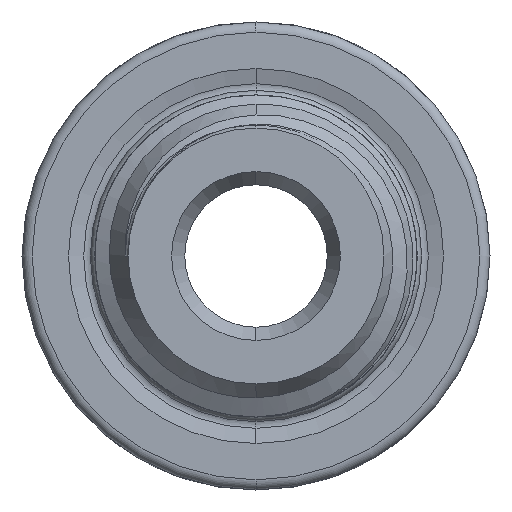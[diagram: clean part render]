
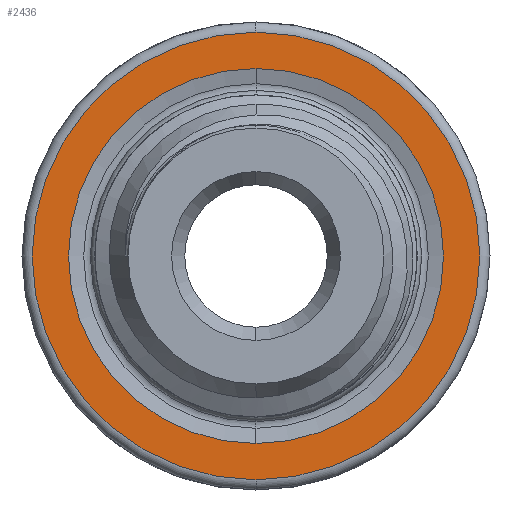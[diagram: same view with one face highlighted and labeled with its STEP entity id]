
A CAD part, left-side view. The second image highlights one B-rep face of the part: STEP entity #2436.
In plain terms, the highlighted planar face has unit normal (-1, 0, 0).
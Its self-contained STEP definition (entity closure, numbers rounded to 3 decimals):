
#265 = CARTESIAN_POINT ( 'NONE',  ( 28., 0., 11. ) ) ;
#338 = CARTESIAN_POINT ( 'NONE',  ( 28., 0., 0. ) ) ;
#452 = CIRCLE ( 'NONE', #5168, 11. ) ;
#884 = EDGE_CURVE ( 'NONE', #2235, #2125, #452, .T. ) ;
#1221 = CARTESIAN_POINT ( 'NONE',  ( 28., 0., 0. ) ) ;
#1233 = DIRECTION ( 'NONE',  ( 1., 0., 0. ) ) ;
#1324 = DIRECTION ( 'NONE',  ( 0., 0., 1. ) ) ;
#1401 = ORIENTED_EDGE ( 'NONE', *, *, #5964, .F. ) ;
#2087 = CIRCLE ( 'NONE', #4509, 9.216 ) ;
#2125 = VERTEX_POINT ( 'NONE', #265 ) ;
#2235 = VERTEX_POINT ( 'NONE', #4778 ) ;
#2318 = ORIENTED_EDGE ( 'NONE', *, *, #884, .T. ) ;
#2436 = ADVANCED_FACE ( 'NONE', ( #5930, #2681 ), #2583, .F. ) ;
#2477 = VERTEX_POINT ( 'NONE', #4510 ) ;
#2583 = PLANE ( 'NONE',  #4126 ) ;
#2681 = FACE_BOUND ( 'NONE', #4131, .T. ) ;
#3243 = EDGE_CURVE ( 'NONE', #4775, #2477, #2087, .T. ) ;
#3329 = DIRECTION ( 'NONE',  ( -1., 0., 0. ) ) ;
#3516 = CIRCLE ( 'NONE', #4940, 11. ) ;
#3555 = DIRECTION ( 'NONE',  ( 0., 0., 1. ) ) ;
#3645 = EDGE_LOOP ( 'NONE', ( #2318, #4927 ) ) ;
#4028 = AXIS2_PLACEMENT_3D ( 'NONE', #5660, #3329, #1324 ) ;
#4034 = CARTESIAN_POINT ( 'NONE',  ( 28., 0., 0. ) ) ;
#4104 = CARTESIAN_POINT ( 'NONE',  ( 28., 0., 9.216 ) ) ;
#4126 = AXIS2_PLACEMENT_3D ( 'NONE', #5453, #1233, #5514 ) ;
#4131 = EDGE_LOOP ( 'NONE', ( #5322, #1401 ) ) ;
#4193 = DIRECTION ( 'NONE',  ( -1., 0., 0. ) ) ;
#4509 = AXIS2_PLACEMENT_3D ( 'NONE', #4034, #5990, #3555 ) ;
#4510 = CARTESIAN_POINT ( 'NONE',  ( 28., 0., -9.216 ) ) ;
#4672 = DIRECTION ( 'NONE',  ( 0., 0., -1. ) ) ;
#4775 = VERTEX_POINT ( 'NONE', #4104 ) ;
#4778 = CARTESIAN_POINT ( 'NONE',  ( 28., 0., -11. ) ) ;
#4927 = ORIENTED_EDGE ( 'NONE', *, *, #5606, .T. ) ;
#4940 = AXIS2_PLACEMENT_3D ( 'NONE', #1221, #6201, #6171 ) ;
#5168 = AXIS2_PLACEMENT_3D ( 'NONE', #338, #4193, #4672 ) ;
#5322 = ORIENTED_EDGE ( 'NONE', *, *, #3243, .F. ) ;
#5342 = CIRCLE ( 'NONE', #4028, 9.216 ) ;
#5453 = CARTESIAN_POINT ( 'NONE',  ( 28., 11.5, 0. ) ) ;
#5514 = DIRECTION ( 'NONE',  ( 0., 0., -1. ) ) ;
#5606 = EDGE_CURVE ( 'NONE', #2125, #2235, #3516, .T. ) ;
#5660 = CARTESIAN_POINT ( 'NONE',  ( 28., 0., 0. ) ) ;
#5930 = FACE_OUTER_BOUND ( 'NONE', #3645, .T. ) ;
#5964 = EDGE_CURVE ( 'NONE', #2477, #4775, #5342, .T. ) ;
#5990 = DIRECTION ( 'NONE',  ( -1., 0., 0. ) ) ;
#6171 = DIRECTION ( 'NONE',  ( 0., 0., -1. ) ) ;
#6201 = DIRECTION ( 'NONE',  ( -1., 0., 0. ) ) ;
